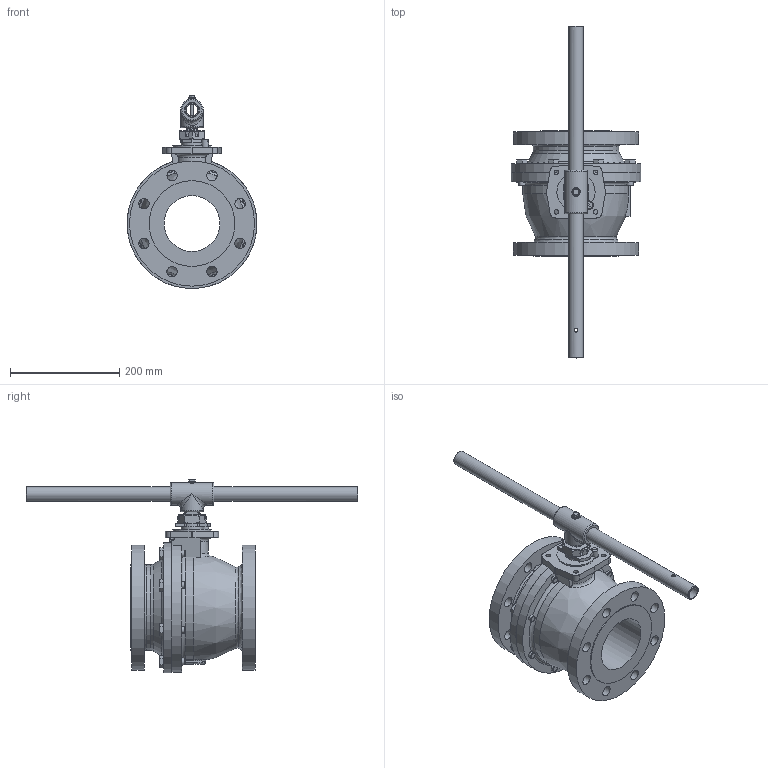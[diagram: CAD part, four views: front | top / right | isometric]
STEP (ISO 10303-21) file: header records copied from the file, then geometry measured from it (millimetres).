
FILE_DESCRIPTION((''),'2;1');
FILE_NAME('GA-F819-40-CL150-W-A-1.stp','2011-05-16T13:00:49',('jaday'),(''),'Autodesk Inventor 2009','Autodesk Inventor 2009','');
FILE_SCHEMA(('AUTOMOTIVE_DESIGN { 1 0 10303 214 1 1 1 1 }'));
Length unit declared in the file: millimetre
Products named in the file (12): GA-F819-40-CL150-W-A-1; GA-B81940-20100-A-1; GA-B81840-87000-A-1; GA-F819-40-STEM-BUILD-A-1; GA-B81930-04038-A-1; GA-B81930-06002-A-1; GA-B81930-52001-A-1; GA-B81930-60096-A-1; GA-B81930-01005-A-1; B00040-01026-A-1; M12-8-040-110-A-1; M06-8-045-110-A-1
Assembly tree (18 placements, depth 2):
  GA-F819-40-CL150-W-A-1
    GA-B81940-20100-A-1
    GA-B81840-87000-A-1
    GA-F819-40-STEM-BUILD-A-1
    GA-B81930-04038-A-1
    GA-B81930-06002-A-1
    GA-B81930-52001-A-1
    GA-B81930-60096-A-1
    GA-B81930-01005-A-1
    B00040-01026-A-1
    M12-8-040-110-A-1  x8
    M06-8-045-110-A-1
Bounding box: 238 x 608 x 353.68 mm (x, y, z)
Volume: 5592767 mm3; surface area: 633768.3 mm2
Topology: 18 solids, 18 shells, 458 faces, 1107 edges, 688 vertices
Faces by surface type: plane 198, cylinder 111, cone 88, bspline 56, torus 5
Full cylindrical faces by diameter (mm): 6 x1, 6.4 x1, 7 x5, 8 x1, 12 x8, 12.55 x1, 13.5 x8, 14 x1, 15.5 x1, 19 x16, 21.7 x1, 26.9 x1, 27.6 x2, 27.835 x1, 29 x1, 39.743 x1, 41 x2, 102.25 x2, 156 x1, 157 x1, 157.2 x1, 229 x2, 238 x1
Entity records: 14956 total; most frequent: CARTESIAN_POINT 7100, DIRECTION 1500, ORIENTED_EDGE 1480, EDGE_CURVE 740, AXIS2_PLACEMENT_3D 603, EDGE_LOOP 529, VERTEX_POINT 515, FACE_OUTER_BOUND 339
